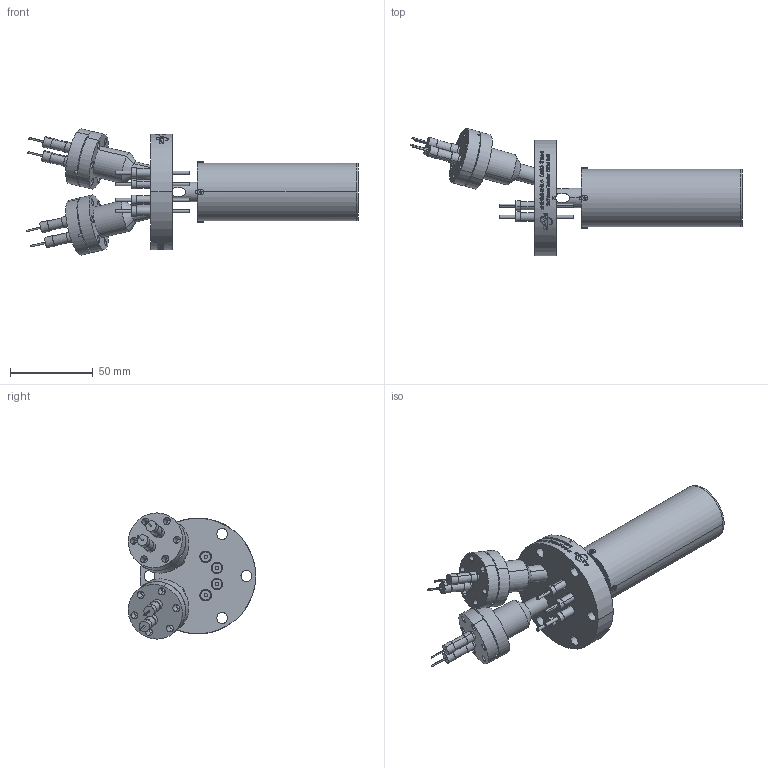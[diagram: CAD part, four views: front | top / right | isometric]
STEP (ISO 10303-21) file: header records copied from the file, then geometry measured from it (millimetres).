
FILE_DESCRIPTION (( 'STEP AP214' ), '1' );
FILE_NAME ('埻赽簪YL35-6-G-650.STEP', '2024-05-14T02:48:08', ( '' ), ( '' ), 'SwSTEP 2.0', 'SolidWorks 2020', '' );
FILE_SCHEMA (( 'AUTOMOTIVE_DESIGN' ));
Length unit declared in the file: millimetre
Products named in the file (14): 埭簪奪; 萇憤楊擘; 19奪楊擘; 峚奪賦凳蚾饜; そ敖裔-俋; 萇憤-2mm; そ敖裔-俋2; 隅弇翐; CF16謗郋萇憤; 埻赽簪YL35-6-G-650; 禱牉奪釱; 十字槽沉头 M2X6_十字槽沉头M2X6; CF35假蚾楊擘; そ敖芠-俋
Assembly tree (23 placements, depth 3):
  埻赽簪YL35-6-G-650
    峚奪賦凳蚾饜
      禱牉奪釱
      十字槽沉头 M2X6_十字槽沉头M2X6  x2
    そ敖芠-俋
    そ敖裔-俋
    そ敖裔-俋2
    隅弇翐
    埭簪奪
    萇憤楊擘
      CF35假蚾楊擘
      萇憤-2mm  x4
      19奪楊擘  x2
      CF16謗郋萇憤  x2
    十字槽沉头 M2X6_十字槽沉头M2X6  x4
Bounding box: 201.13 x 77.19 x 76.45 mm (x, y, z)
Volume: 92649.6 mm3; surface area: 75008 mm2
Topology: 22 solids, 22 shells, 1693 faces, 4299 edges, 2841 vertices
Faces by surface type: bspline 574, cylinder 539, plane 530, cone 50
Entity records: 177733 total; most frequent: CARTESIAN_POINT 131211, ORIENTED_EDGE 7178, DIRECTION 4755, EDGE_CURVE 3589, VERTEX_POINT 2381, EDGE_LOOP 1648, AXIS2_PLACEMENT_3D 1601, LINE 1553
